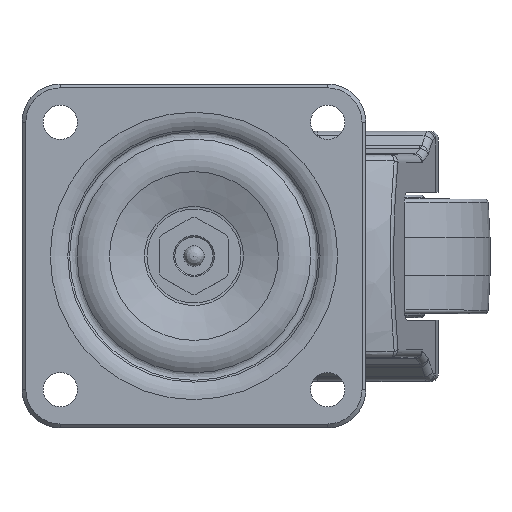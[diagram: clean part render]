
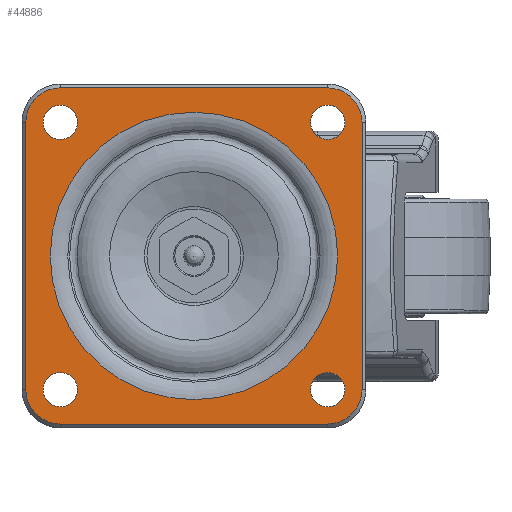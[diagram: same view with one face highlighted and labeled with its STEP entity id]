
A CAD part, top view. The second image highlights one B-rep face of the part: STEP entity #44886.
In plain terms, the highlighted planar face has unit normal (0, 0, 1).
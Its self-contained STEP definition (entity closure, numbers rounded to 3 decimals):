
#44331=CARTESIAN_POINT('',(-5.997,157.82,47.35));
#44332=VERTEX_POINT('',#44331);
#44333=CARTESIAN_POINT('',(31.622,157.82,47.35));
#44334=DIRECTION('',(0.0,0.0,1.0));
#44335=DIRECTION('',(-1.0,0.0,0.0));
#44336=AXIS2_PLACEMENT_3D('',#44333,#44334,#44335);
#44337=CIRCLE('',#44336,37.619);
#44338=EDGE_CURVE('',#44332,#44332,#44337,.T.);
#44660=CARTESIAN_POINT('',(71.122,122.82,47.35));
#44661=VERTEX_POINT('',#44660);
#44662=CARTESIAN_POINT('',(66.622,122.82,47.35));
#44663=DIRECTION('',(0.0,0.0,-1.0));
#44664=DIRECTION('',(1.0,0.0,0.0));
#44665=AXIS2_PLACEMENT_3D('',#44662,#44663,#44664);
#44666=CIRCLE('',#44665,4.5);
#44667=EDGE_CURVE('',#44661,#44661,#44666,.T.);
#44688=CARTESIAN_POINT('',(71.122,192.82,47.35));
#44689=VERTEX_POINT('',#44688);
#44690=CARTESIAN_POINT('',(66.622,192.82,47.35));
#44691=DIRECTION('',(0.0,0.0,-1.0));
#44692=DIRECTION('',(1.0,0.0,0.0));
#44693=AXIS2_PLACEMENT_3D('',#44690,#44691,#44692);
#44694=CIRCLE('',#44693,4.5);
#44695=EDGE_CURVE('',#44689,#44689,#44694,.T.);
#44716=CARTESIAN_POINT('',(1.122,122.82,47.35));
#44717=VERTEX_POINT('',#44716);
#44718=CARTESIAN_POINT('',(-3.378,122.82,47.35));
#44719=DIRECTION('',(0.0,0.0,-1.0));
#44720=DIRECTION('',(1.0,0.0,0.0));
#44721=AXIS2_PLACEMENT_3D('',#44718,#44719,#44720);
#44722=CIRCLE('',#44721,4.5);
#44723=EDGE_CURVE('',#44717,#44717,#44722,.T.);
#44744=CARTESIAN_POINT('',(1.122,192.82,47.35));
#44745=VERTEX_POINT('',#44744);
#44746=CARTESIAN_POINT('',(-3.378,192.82,47.35));
#44747=DIRECTION('',(0.0,0.0,-1.0));
#44748=DIRECTION('',(1.0,0.0,0.0));
#44749=AXIS2_PLACEMENT_3D('',#44746,#44747,#44748);
#44750=CIRCLE('',#44749,4.5);
#44751=EDGE_CURVE('',#44745,#44745,#44750,.T.);
#44796=CARTESIAN_POINT('',(-6.187,157.82,47.35));
#44797=DIRECTION('',(0.0,0.0,1.0));
#44798=DIRECTION('',(1.0,0.0,0.0));
#44799=AXIS2_PLACEMENT_3D('',#44796,#44797,#44798);
#44800=PLANE('',#44799);
#44801=CARTESIAN_POINT('',(66.622,113.82,47.35));
#44802=VERTEX_POINT('',#44801);
#44803=CARTESIAN_POINT('',(-3.378,113.82,47.35));
#44804=VERTEX_POINT('',#44803);
#44805=CARTESIAN_POINT('',(66.622,113.82,47.35));
#44806=DIRECTION('',(-1.0,0.0,0.0));
#44807=VECTOR('',#44806,70.);
#44808=LINE('',#44805,#44807);
#44809=EDGE_CURVE('',#44802,#44804,#44808,.T.);
#44810=ORIENTED_EDGE('',*,*,#44809,.F.);
#44811=CARTESIAN_POINT('',(75.622,122.82,47.35));
#44812=VERTEX_POINT('',#44811);
#44813=CARTESIAN_POINT('',(66.622,122.82,47.35));
#44814=DIRECTION('',(0.,0.,-1.0));
#44815=DIRECTION('',(0.707,-0.707,0.));
#44816=AXIS2_PLACEMENT_3D('',#44813,#44814,#44815);
#44817=CIRCLE('',#44816,9.);
#44818=EDGE_CURVE('',#44812,#44802,#44817,.T.);
#44819=ORIENTED_EDGE('',*,*,#44818,.F.);
#44820=CARTESIAN_POINT('',(75.622,192.82,47.35));
#44821=VERTEX_POINT('',#44820);
#44822=CARTESIAN_POINT('',(75.622,192.82,47.35));
#44823=DIRECTION('',(0.0,-1.0,0.0));
#44824=VECTOR('',#44823,70.0);
#44825=LINE('',#44822,#44824);
#44826=EDGE_CURVE('',#44821,#44812,#44825,.T.);
#44827=ORIENTED_EDGE('',*,*,#44826,.F.);
#44828=CARTESIAN_POINT('',(66.622,201.82,47.35));
#44829=VERTEX_POINT('',#44828);
#44830=CARTESIAN_POINT('',(66.622,192.82,47.35));
#44831=DIRECTION('',(0.,0.,-1.0));
#44832=DIRECTION('',(0.707,0.707,0.));
#44833=AXIS2_PLACEMENT_3D('',#44830,#44831,#44832);
#44834=CIRCLE('',#44833,9.);
#44835=EDGE_CURVE('',#44829,#44821,#44834,.T.);
#44836=ORIENTED_EDGE('',*,*,#44835,.F.);
#44837=CARTESIAN_POINT('',(-3.378,201.82,47.35));
#44838=VERTEX_POINT('',#44837);
#44839=CARTESIAN_POINT('',(-3.378,201.82,47.35));
#44840=DIRECTION('',(1.0,0.0,0.0));
#44841=VECTOR('',#44840,70.);
#44842=LINE('',#44839,#44841);
#44843=EDGE_CURVE('',#44838,#44829,#44842,.T.);
#44844=ORIENTED_EDGE('',*,*,#44843,.F.);
#44845=CARTESIAN_POINT('',(-12.378,192.82,47.35));
#44846=VERTEX_POINT('',#44845);
#44847=CARTESIAN_POINT('',(-3.378,192.82,47.35));
#44848=DIRECTION('',(0.,0.,-1.0));
#44849=DIRECTION('',(-0.707,0.707,0.));
#44850=AXIS2_PLACEMENT_3D('',#44847,#44848,#44849);
#44851=CIRCLE('',#44850,9.);
#44852=EDGE_CURVE('',#44846,#44838,#44851,.T.);
#44853=ORIENTED_EDGE('',*,*,#44852,.F.);
#44854=CARTESIAN_POINT('',(-12.378,122.82,47.35));
#44855=VERTEX_POINT('',#44854);
#44856=CARTESIAN_POINT('',(-12.378,122.82,47.35));
#44857=DIRECTION('',(0.0,1.0,0.0));
#44858=VECTOR('',#44857,70.0);
#44859=LINE('',#44856,#44858);
#44860=EDGE_CURVE('',#44855,#44846,#44859,.T.);
#44861=ORIENTED_EDGE('',*,*,#44860,.F.);
#44862=CARTESIAN_POINT('',(-3.378,122.82,47.35));
#44863=DIRECTION('',(0.,0.,-1.0));
#44864=DIRECTION('',(-0.707,-0.707,0.));
#44865=AXIS2_PLACEMENT_3D('',#44862,#44863,#44864);
#44866=CIRCLE('',#44865,9.);
#44867=EDGE_CURVE('',#44804,#44855,#44866,.T.);
#44868=ORIENTED_EDGE('',*,*,#44867,.F.);
#44869=EDGE_LOOP('',(#44810,#44819,#44827,#44836,#44844,#44853,#44861,#44868));
#44870=FACE_OUTER_BOUND('',#44869,.T.);
#44871=ORIENTED_EDGE('',*,*,#44338,.F.);
#44872=EDGE_LOOP('',(#44871));
#44873=FACE_BOUND('',#44872,.T.);
#44874=ORIENTED_EDGE('',*,*,#44667,.T.);
#44875=EDGE_LOOP('',(#44874));
#44876=FACE_BOUND('',#44875,.T.);
#44877=ORIENTED_EDGE('',*,*,#44695,.T.);
#44878=EDGE_LOOP('',(#44877));
#44879=FACE_BOUND('',#44878,.T.);
#44880=ORIENTED_EDGE('',*,*,#44723,.T.);
#44881=EDGE_LOOP('',(#44880));
#44882=FACE_BOUND('',#44881,.T.);
#44883=ORIENTED_EDGE('',*,*,#44751,.T.);
#44884=EDGE_LOOP('',(#44883));
#44885=FACE_BOUND('',#44884,.T.);
#44886=ADVANCED_FACE('',(#44870,#44873,#44876,#44879,#44882,#44885),#44800,.T.);
